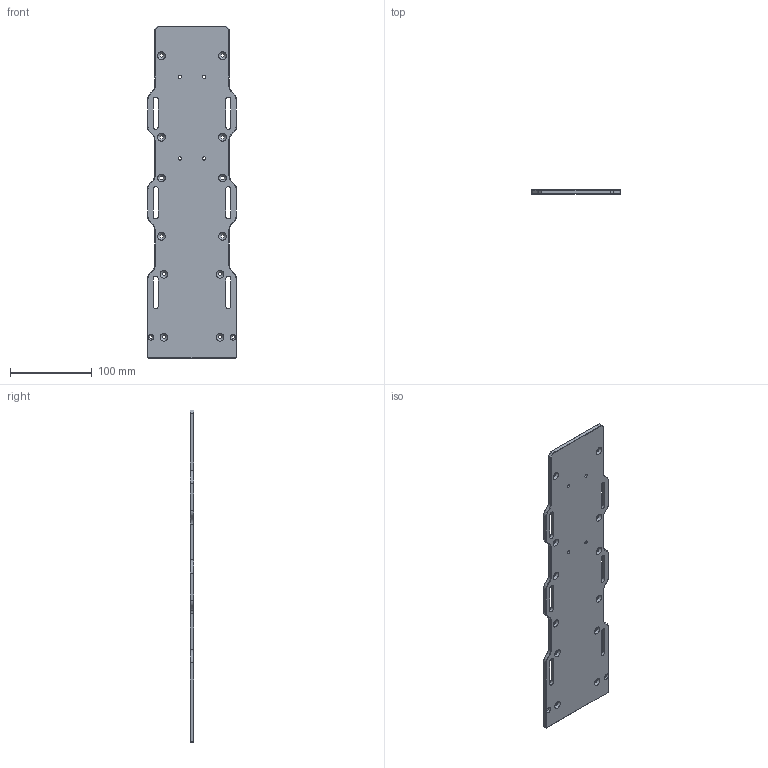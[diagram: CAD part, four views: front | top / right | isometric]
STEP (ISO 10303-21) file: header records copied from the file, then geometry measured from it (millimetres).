
FILE_DESCRIPTION(/* description */ (''),/* implementation_level */ '2;1');
FILE_NAME(/* name */ 'Base_Plate_V1.step',/* time_stamp */ '2025-04-17T19:43:58-07:00',/* author */ (''),/* organization */ (''),/* preprocessor_version */ 'ST-DEVELOPER v20.1',/* originating_system */ 'Autodesk Translation Framework v14.4.0.0',/* authorisation */ '');
FILE_SCHEMA (('AUTOMOTIVE_DESIGN { 1 0 10303 214 3 1 1 }'));
Length unit declared in the file: millimetre
Products named in the file (1): (Unsaved)
Bounding box: 109.12 x 4.75 x 407.39 mm (x, y, z)
Volume: 184800.5 mm3; surface area: 85860.8 mm2
Topology: 1 solids, 1 shells, 196 faces, 462 edges, 268 vertices
Faces by surface type: plane 86, cone 44, bspline 36, cylinder 30
Full cylindrical faces by diameter (mm): 3.5 x2, 4 x4, 4.5 x12
Entity records: 7521 total; most frequent: CARTESIAN_POINT 3082, ORIENTED_EDGE 924, DIRECTION 834, EDGE_CURVE 462, LINE 304, VECTOR 304, VERTEX_POINT 268, AXIS2_PLACEMENT_3D 265
